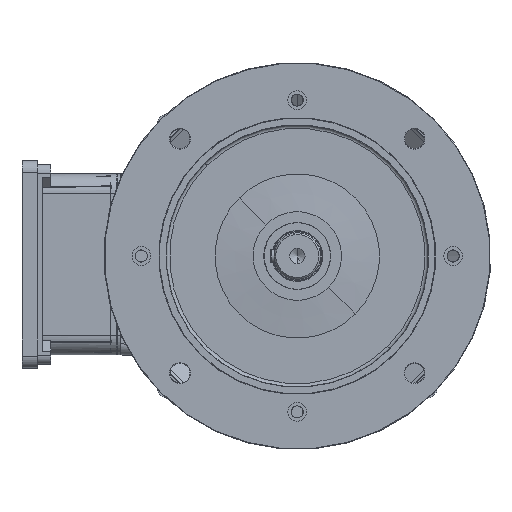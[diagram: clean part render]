
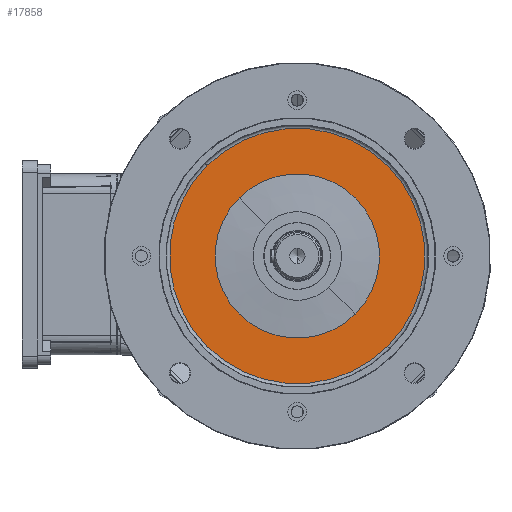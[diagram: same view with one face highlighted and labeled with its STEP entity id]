
A CAD part, left-side view. The second image highlights one B-rep face of the part: STEP entity #17858.
In plain terms, the highlighted face is planar.
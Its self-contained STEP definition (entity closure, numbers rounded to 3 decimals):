
#3340 = DIRECTION ( 'NONE',  ( 1., 0., 0. ) ) ;
#6502 = AXIS2_PLACEMENT_3D ( 'NONE', #19655, #39021, #133779 ) ;
#13565 = DIRECTION ( 'NONE',  ( 1., 0., 0. ) ) ;
#17858 = ADVANCED_FACE ( 'NONE', ( #70072, #151879 ), #54995, .T. ) ;
#19655 = CARTESIAN_POINT ( 'NONE',  ( -3., 0., 0. ) ) ;
#20825 = AXIS2_PLACEMENT_3D ( 'NONE', #21593, #104460, #121703 ) ;
#21593 = CARTESIAN_POINT ( 'NONE',  ( -3., 115.5, 0. ) ) ;
#22195 = ORIENTED_EDGE ( 'NONE', *, *, #104837, .T. ) ;
#24362 = AXIS2_PLACEMENT_3D ( 'NONE', #80946, #3340, #32515 ) ;
#32515 = DIRECTION ( 'NONE',  ( 0., 0., -1. ) ) ;
#35794 = VERTEX_POINT ( 'NONE', #153109 ) ;
#39021 = DIRECTION ( 'NONE',  ( 1., 0., 0. ) ) ;
#41775 = EDGE_CURVE ( 'NONE', #117634, #35794, #165354, .T. ) ;
#48032 = CARTESIAN_POINT ( 'NONE',  ( -3., 0., 0. ) ) ;
#48703 = EDGE_LOOP ( 'NONE', ( #188047, #22195 ) ) ;
#54995 = PLANE ( 'NONE',  #20825 ) ;
#57113 = ORIENTED_EDGE ( 'NONE', *, *, #78709, .F. ) ;
#60906 = CARTESIAN_POINT ( 'NONE',  ( -3., 0., 115.5 ) ) ;
#65339 = CARTESIAN_POINT ( 'NONE',  ( -3., 0., -115.5 ) ) ;
#66018 = VERTEX_POINT ( 'NONE', #65339 ) ;
#66079 = EDGE_CURVE ( 'NONE', #66018, #163152, #81629, .T. ) ;
#70072 = FACE_OUTER_BOUND ( 'NONE', #48703, .T. ) ;
#74400 = CIRCLE ( 'NONE', #112174, 115.5 ) ;
#74791 = EDGE_LOOP ( 'NONE', ( #57113, #175863 ) ) ;
#78709 = EDGE_CURVE ( 'NONE', #35794, #117634, #78752, .T. ) ;
#78752 = CIRCLE ( 'NONE', #6502, 74.29 ) ;
#80946 = CARTESIAN_POINT ( 'NONE',  ( -3., 0., 0. ) ) ;
#81629 = CIRCLE ( 'NONE', #157276, 115.5 ) ;
#86676 = CARTESIAN_POINT ( 'NONE',  ( -3., 0., -74.29 ) ) ;
#104460 = DIRECTION ( 'NONE',  ( 1., 0., 0. ) ) ;
#104837 = EDGE_CURVE ( 'NONE', #163152, #66018, #74400, .T. ) ;
#112174 = AXIS2_PLACEMENT_3D ( 'NONE', #48032, #13565, #145999 ) ;
#117634 = VERTEX_POINT ( 'NONE', #86676 ) ;
#118062 = CARTESIAN_POINT ( 'NONE',  ( -3., 0., 0. ) ) ;
#121703 = DIRECTION ( 'NONE',  ( 0., 0., -1. ) ) ;
#133146 = DIRECTION ( 'NONE',  ( 0., 0., -1. ) ) ;
#133779 = DIRECTION ( 'NONE',  ( 0., 0., -1. ) ) ;
#145999 = DIRECTION ( 'NONE',  ( 0., 0., -1. ) ) ;
#151879 = FACE_BOUND ( 'NONE', #74791, .T. ) ;
#153109 = CARTESIAN_POINT ( 'NONE',  ( -3., 0., 74.29 ) ) ;
#157276 = AXIS2_PLACEMENT_3D ( 'NONE', #118062, #199922, #133146 ) ;
#163152 = VERTEX_POINT ( 'NONE', #60906 ) ;
#165354 = CIRCLE ( 'NONE', #24362, 74.29 ) ;
#175863 = ORIENTED_EDGE ( 'NONE', *, *, #41775, .F. ) ;
#188047 = ORIENTED_EDGE ( 'NONE', *, *, #66079, .T. ) ;
#199922 = DIRECTION ( 'NONE',  ( 1., 0., 0. ) ) ;
